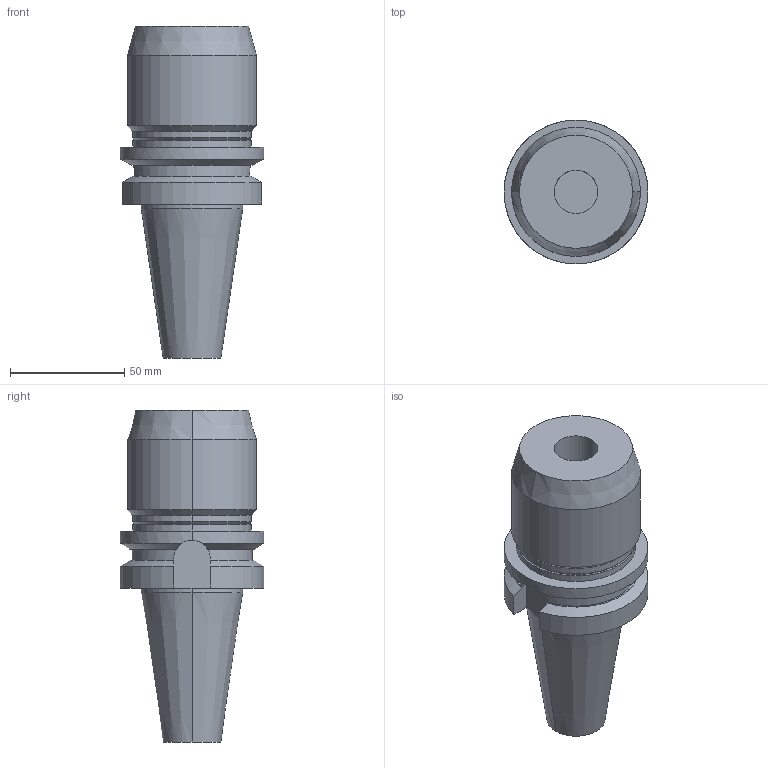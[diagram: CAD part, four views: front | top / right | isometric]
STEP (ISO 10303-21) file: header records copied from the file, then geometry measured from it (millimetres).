
FILE_DESCRIPTION (( 'STEP AP203' ), '1' );
FILE_NAME ('STP-15994G.STEP', '2020-06-15T02:42:34', ( '' ), ( '' ), 'SwSTEP 2.0', 'SolidWorks 2017', '' );
FILE_SCHEMA (( 'CONFIG_CONTROL_DESIGN' ));
Length unit declared in the file: millimetre
Products named in the file (1): STP-15994G
Bounding box: 63 x 63 x 145.4 mm (x, y, z)
Volume: 234521 mm3; surface area: 33976.2 mm2
Topology: 1 solids, 1 shells, 57 faces, 134 edges, 84 vertices
Faces by surface type: cylinder 25, plane 18, cone 14
Entity records: 1764 total; most frequent: CARTESIAN_POINT 366, DIRECTION 289, ORIENTED_EDGE 264, EDGE_CURVE 132, AXIS2_PLACEMENT_3D 115, VERTEX_POINT 84, EDGE_LOOP 64, LINE 59
